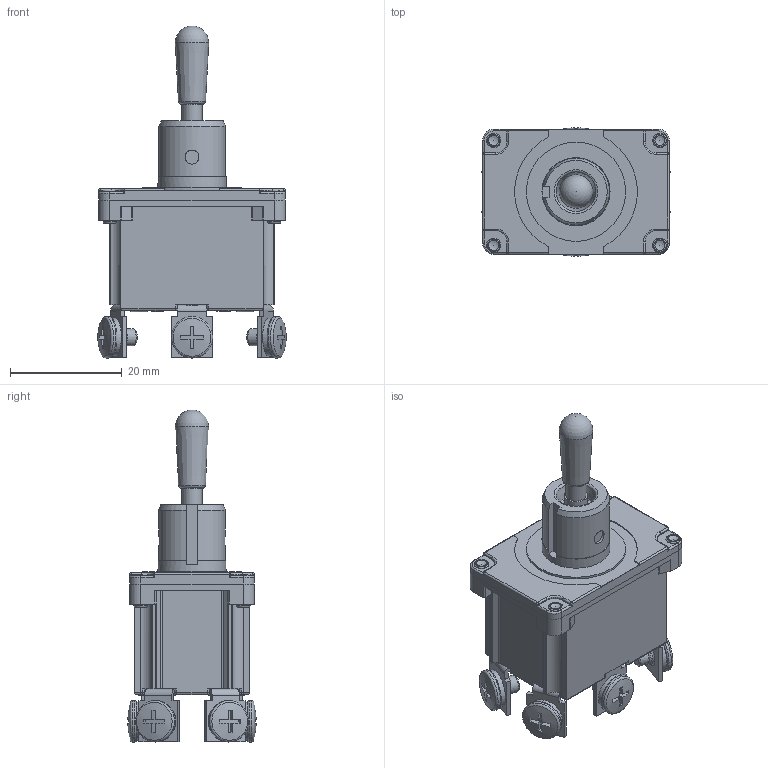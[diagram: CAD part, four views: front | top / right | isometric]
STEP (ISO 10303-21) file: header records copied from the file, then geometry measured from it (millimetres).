
FILE_DESCRIPTION(/* description */ (''),/* implementation_level */ '2;1');
FILE_NAME(/* name */ 'ST4DPxxxT1S2.stp',/* time_stamp */ '2022-03-22T08:50:10-05:00',/* author */ ('mroman'),/* organization */ (''),/* preprocessor_version */ 'ST-DEVELOPER v18.1',/* originating_system */ 'Autodesk Inventor 2020',/* authorisation */ '');
FILE_SCHEMA (('AUTOMOTIVE_DESIGN { 1 0 10303 214 3 1 1 }'));
Length unit declared in the file: millimetre
Products named in the file (1): ST4DPxxxT1S2
Bounding box: 33.75 x 22.98 x 59.51 mm (x, y, z)
Volume: 15174.9 mm3; surface area: 7602.8 mm2
Topology: 1 solids, 8 shells, 912 faces, 2347 edges, 1478 vertices
Faces by surface type: plane 357, cylinder 270, bspline 122, torus 81, sphere 60, cone 22
Full cylindrical faces by diameter (mm): 2 x12, 2.4 x4, 2.5 x2, 2.55 x1, 2.6 x4, 3.1 x18, 3.6 x7, 4.1 x2, 6.8 x6, 7.422 x6, 8 x1, 12.2 x1, 17.8 x1
Entity records: 30814 total; most frequent: CARTESIAN_POINT 8806, DIRECTION 4625, ORIENTED_EDGE 4590, EDGE_CURVE 2295, AXIS2_PLACEMENT_3D 1781, VERTEX_POINT 1478, LINE 1063, VECTOR 1063
